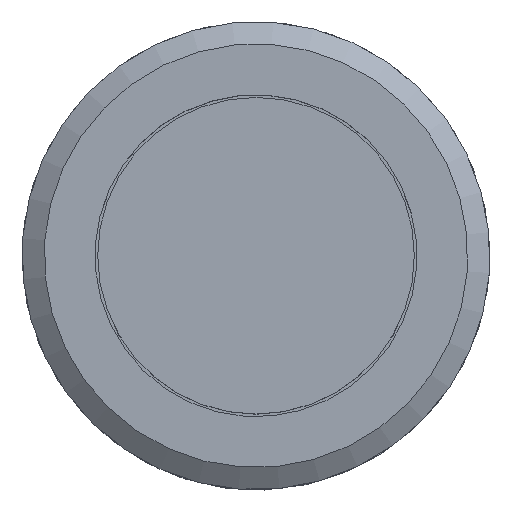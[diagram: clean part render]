
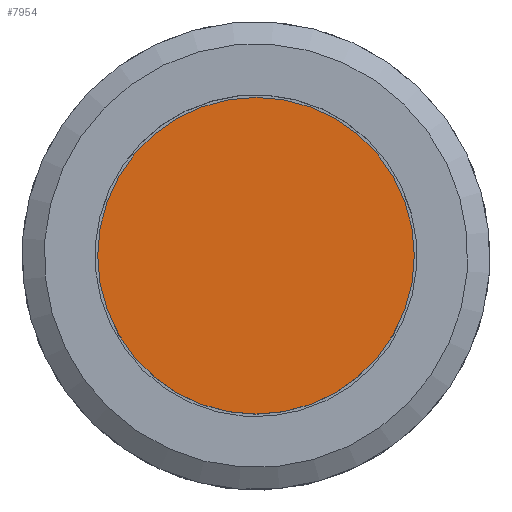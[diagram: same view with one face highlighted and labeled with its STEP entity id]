
A CAD part, top view. The second image highlights one B-rep face of the part: STEP entity #7954.
In plain terms, the highlighted planar face has unit normal (0, 0, 1).
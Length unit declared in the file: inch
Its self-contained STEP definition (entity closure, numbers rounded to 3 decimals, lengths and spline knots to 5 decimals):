
#7923=CARTESIAN_POINT('',(0.,0.46358,1.19284));
#7924=VERTEX_POINT('',#7923);
#7925=CARTESIAN_POINT('',(0.,0.,1.19284));
#7926=DIRECTION('',(0.0,0.0,-1.0));
#7927=DIRECTION('',(0.0,-1.0,0.0));
#7928=AXIS2_PLACEMENT_3D('',#7925,#7926,#7927);
#7929=CIRCLE('',#7928,0.46358);
#7930=EDGE_CURVE('',#7924,#7924,#7929,.T.);
#7946=CARTESIAN_POINT('',(0.50994,0.50994,1.19284));
#7947=DIRECTION('',(0.0,0.0,-1.0));
#7948=DIRECTION('',(-1.0,0.0,0.0));
#7949=AXIS2_PLACEMENT_3D('',#7946,#7947,#7948);
#7950=PLANE('',#7949);
#7951=ORIENTED_EDGE('',*,*,#7930,.F.);
#7952=EDGE_LOOP('',(#7951));
#7953=FACE_OUTER_BOUND('',#7952,.T.);
#7954=ADVANCED_FACE('',(#7953),#7950,.F.);
